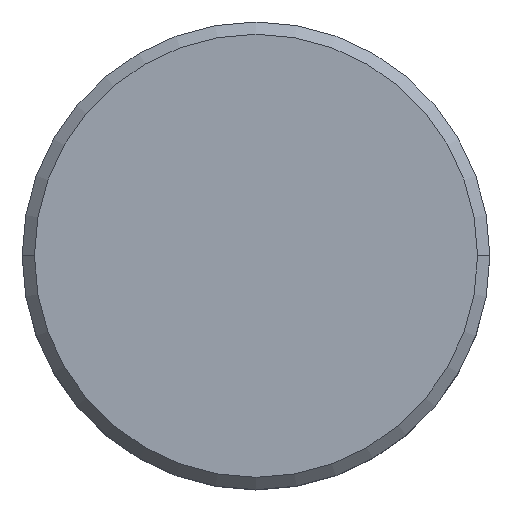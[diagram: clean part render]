
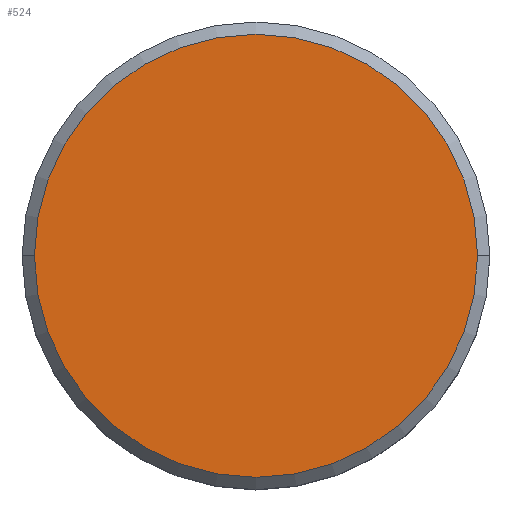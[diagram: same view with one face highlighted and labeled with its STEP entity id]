
A CAD part, top view. The second image highlights one B-rep face of the part: STEP entity #524.
In plain terms, the highlighted planar face has unit normal (0, 0, 1).
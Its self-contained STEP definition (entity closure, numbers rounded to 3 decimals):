
#19 = PLANE ( 'NONE',  #304 ) ;
#70 = EDGE_LOOP ( 'NONE', ( #490, #212 ) ) ;
#147 = AXIS2_PLACEMENT_3D ( 'NONE', #530, #428, #337 ) ;
#208 = DIRECTION ( 'NONE',  ( 1., 0., 0. ) ) ;
#212 = ORIENTED_EDGE ( 'NONE', *, *, #329, .T. ) ;
#239 = CARTESIAN_POINT ( 'NONE',  ( 0., 0., 0. ) ) ;
#255 = FACE_OUTER_BOUND ( 'NONE', #70, .T. ) ;
#276 = CARTESIAN_POINT ( 'NONE',  ( 9., 0., 0. ) ) ;
#296 = AXIS2_PLACEMENT_3D ( 'NONE', #239, #453, #417 ) ;
#304 = AXIS2_PLACEMENT_3D ( 'NONE', #523, #474, #208 ) ;
#329 = EDGE_CURVE ( 'NONE', #404, #374, #393, .T. ) ;
#337 = DIRECTION ( 'NONE',  ( 1., 0., 0. ) ) ;
#374 = VERTEX_POINT ( 'NONE', #513 ) ;
#393 = CIRCLE ( 'NONE', #296, 9. ) ;
#404 = VERTEX_POINT ( 'NONE', #276 ) ;
#417 = DIRECTION ( 'NONE',  ( 1., 0., 0. ) ) ;
#428 = DIRECTION ( 'NONE',  ( 0., 0., 1. ) ) ;
#453 = DIRECTION ( 'NONE',  ( 0., 0., 1. ) ) ;
#474 = DIRECTION ( 'NONE',  ( 0., 0., 1. ) ) ;
#490 = ORIENTED_EDGE ( 'NONE', *, *, #521, .T. ) ;
#513 = CARTESIAN_POINT ( 'NONE',  ( -9., 0., 0. ) ) ;
#521 = EDGE_CURVE ( 'NONE', #374, #404, #552, .T. ) ;
#523 = CARTESIAN_POINT ( 'NONE',  ( 0., 0., 0. ) ) ;
#524 = ADVANCED_FACE ( 'NONE', ( #255 ), #19, .T. ) ;
#530 = CARTESIAN_POINT ( 'NONE',  ( 0., 0., 0. ) ) ;
#552 = CIRCLE ( 'NONE', #147, 9. ) ;
